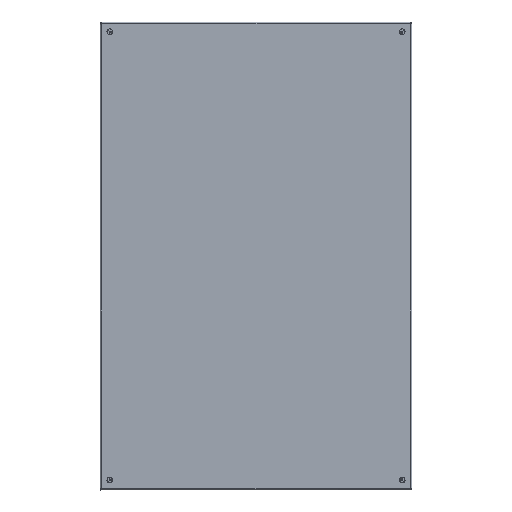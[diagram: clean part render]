
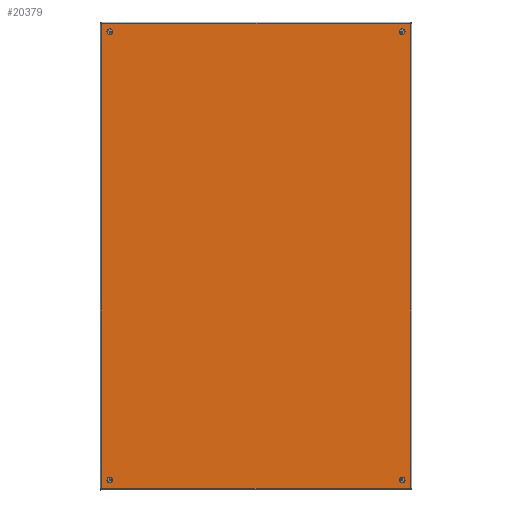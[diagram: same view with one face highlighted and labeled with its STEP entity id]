
A CAD part, top view. The second image highlights one B-rep face of the part: STEP entity #20379.
In plain terms, the highlighted face is planar.
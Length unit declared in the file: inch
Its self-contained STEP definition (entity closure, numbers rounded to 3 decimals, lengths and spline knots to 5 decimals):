
#15490=CARTESIAN_POINT('',(0.53125,0.75,0.0));
#15491=VERTEX_POINT('',#15490);
#15492=CARTESIAN_POINT('',(0.75,0.75,0.0));
#15493=DIRECTION('',(0.0,0.0,1.0));
#15494=DIRECTION('',(1.0,0.0,0.0));
#15495=AXIS2_PLACEMENT_3D('',#15492,#15493,#15494);
#15496=CIRCLE('',#15495,0.21875);
#15497=EDGE_CURVE('',#15491,#15491,#15496,.T.);
#15518=CARTESIAN_POINT('',(23.03125,0.75,0.0));
#15519=VERTEX_POINT('',#15518);
#15520=CARTESIAN_POINT('',(23.25,0.75,0.0));
#15521=DIRECTION('',(0.0,0.0,1.0));
#15522=DIRECTION('',(1.0,0.0,0.0));
#15523=AXIS2_PLACEMENT_3D('',#15520,#15521,#15522);
#15524=CIRCLE('',#15523,0.21875);
#15525=EDGE_CURVE('',#15519,#15519,#15524,.T.);
#15546=CARTESIAN_POINT('',(0.53125,35.25,0.0));
#15547=VERTEX_POINT('',#15546);
#15548=CARTESIAN_POINT('',(0.75,35.25,0.0));
#15549=DIRECTION('',(0.0,0.0,1.0));
#15550=DIRECTION('',(1.0,0.0,0.0));
#15551=AXIS2_PLACEMENT_3D('',#15548,#15549,#15550);
#15552=CIRCLE('',#15551,0.21875);
#15553=EDGE_CURVE('',#15547,#15547,#15552,.T.);
#15574=CARTESIAN_POINT('',(23.03125,35.25,0.0));
#15575=VERTEX_POINT('',#15574);
#15576=CARTESIAN_POINT('',(23.25,35.25,0.0));
#15577=DIRECTION('',(0.0,0.0,1.0));
#15578=DIRECTION('',(1.0,0.0,0.0));
#15579=AXIS2_PLACEMENT_3D('',#15576,#15577,#15578);
#15580=CIRCLE('',#15579,0.21875);
#15581=EDGE_CURVE('',#15575,#15575,#15580,.T.);
#19157=CARTESIAN_POINT('',(23.89475,35.88277,0.0));
#19158=VERTEX_POINT('',#19157);
#19255=CARTESIAN_POINT('',(23.89475,0.11723,0.0));
#19256=VERTEX_POINT('',#19255);
#19299=CARTESIAN_POINT('',(23.89475,35.88277,0.0));
#19300=DIRECTION('',(0.0,-1.0,0.0));
#19301=VECTOR('',#19300,35.76553);
#19302=LINE('',#19299,#19301);
#19303=EDGE_CURVE('',#19158,#19256,#19302,.T.);
#19474=CARTESIAN_POINT('',(0.11723,35.89475,0.));
#19475=VERTEX_POINT('',#19474);
#19572=CARTESIAN_POINT('',(23.88277,35.89475,0.0));
#19573=VERTEX_POINT('',#19572);
#19616=CARTESIAN_POINT('',(0.11723,35.89475,0.0));
#19617=DIRECTION('',(1.0,0.0,0.0));
#19618=VECTOR('',#19617,23.76553);
#19619=LINE('',#19616,#19618);
#19620=EDGE_CURVE('',#19475,#19573,#19619,.T.);
#19787=CARTESIAN_POINT('',(0.10525,0.11723,0.0));
#19788=VERTEX_POINT('',#19787);
#19885=CARTESIAN_POINT('',(0.10525,35.88277,0.0));
#19886=VERTEX_POINT('',#19885);
#19929=CARTESIAN_POINT('',(0.10525,0.11723,0.0));
#19930=DIRECTION('',(0.0,1.0,0.0));
#19931=VECTOR('',#19930,35.76553);
#19932=LINE('',#19929,#19931);
#19933=EDGE_CURVE('',#19788,#19886,#19932,.T.);
#20100=CARTESIAN_POINT('',(23.88277,0.10525,0.0));
#20101=VERTEX_POINT('',#20100);
#20156=CARTESIAN_POINT('',(0.11723,0.10525,0.0));
#20157=VERTEX_POINT('',#20156);
#20171=CARTESIAN_POINT('',(23.88277,0.10525,0.0));
#20172=DIRECTION('',(-1.0,0.0,0.0));
#20173=VECTOR('',#20172,23.76553);
#20174=LINE('',#20171,#20173);
#20175=EDGE_CURVE('',#20101,#20157,#20174,.T.);
#20266=CARTESIAN_POINT('',(0.06211,0.06211,0.0));
#20267=DIRECTION('',(0.0,0.0,1.0));
#20268=DIRECTION('',(1.0,0.0,0.0));
#20269=AXIS2_PLACEMENT_3D('',#20266,#20267,#20268);
#20270=CIRCLE('',#20269,0.07);
#20271=EDGE_CURVE('',#20157,#19788,#20270,.T.);
#20328=CARTESIAN_POINT('',(23.93789,0.06211,0.0));
#20329=DIRECTION('',(0.0,0.0,1.0));
#20330=DIRECTION('',(1.0,0.0,0.0));
#20331=AXIS2_PLACEMENT_3D('',#20328,#20329,#20330);
#20332=CIRCLE('',#20331,0.07);
#20333=EDGE_CURVE('',#19256,#20101,#20332,.T.);
#20340=CARTESIAN_POINT('',(12.,18.,0.0));
#20341=DIRECTION('',(0.0,0.0,1.0));
#20342=DIRECTION('',(1.0,0.0,0.0));
#20343=AXIS2_PLACEMENT_3D('',#20340,#20341,#20342);
#20344=PLANE('',#20343);
#20345=ORIENTED_EDGE('',*,*,#20175,.T.);
#20346=ORIENTED_EDGE('',*,*,#20271,.T.);
#20347=ORIENTED_EDGE('',*,*,#19933,.T.);
#20348=CARTESIAN_POINT('',(0.06211,35.93789,0.0));
#20349=DIRECTION('',(0.0,0.0,1.0));
#20350=DIRECTION('',(1.0,0.0,0.0));
#20351=AXIS2_PLACEMENT_3D('',#20348,#20349,#20350);
#20352=CIRCLE('',#20351,0.07);
#20353=EDGE_CURVE('',#19886,#19475,#20352,.T.);
#20354=ORIENTED_EDGE('',*,*,#20353,.T.);
#20355=ORIENTED_EDGE('',*,*,#19620,.T.);
#20356=CARTESIAN_POINT('',(23.93789,35.93789,0.0));
#20357=DIRECTION('',(0.0,0.0,1.0));
#20358=DIRECTION('',(1.0,0.0,0.0));
#20359=AXIS2_PLACEMENT_3D('',#20356,#20357,#20358);
#20360=CIRCLE('',#20359,0.07);
#20361=EDGE_CURVE('',#19573,#19158,#20360,.T.);
#20362=ORIENTED_EDGE('',*,*,#20361,.T.);
#20363=ORIENTED_EDGE('',*,*,#19303,.T.);
#20364=ORIENTED_EDGE('',*,*,#20333,.T.);
#20365=EDGE_LOOP('',(#20345,#20346,#20347,#20354,#20355,#20362,#20363,#20364));
#20366=FACE_OUTER_BOUND('',#20365,.T.);
#20367=ORIENTED_EDGE('',*,*,#15497,.T.);
#20368=EDGE_LOOP('',(#20367));
#20369=FACE_BOUND('',#20368,.T.);
#20370=ORIENTED_EDGE('',*,*,#15525,.T.);
#20371=EDGE_LOOP('',(#20370));
#20372=FACE_BOUND('',#20371,.T.);
#20373=ORIENTED_EDGE('',*,*,#15553,.T.);
#20374=EDGE_LOOP('',(#20373));
#20375=FACE_BOUND('',#20374,.T.);
#20376=ORIENTED_EDGE('',*,*,#15581,.T.);
#20377=EDGE_LOOP('',(#20376));
#20378=FACE_BOUND('',#20377,.T.);
#20379=ADVANCED_FACE('',(#20366,#20369,#20372,#20375,#20378),#20344,.F.);
